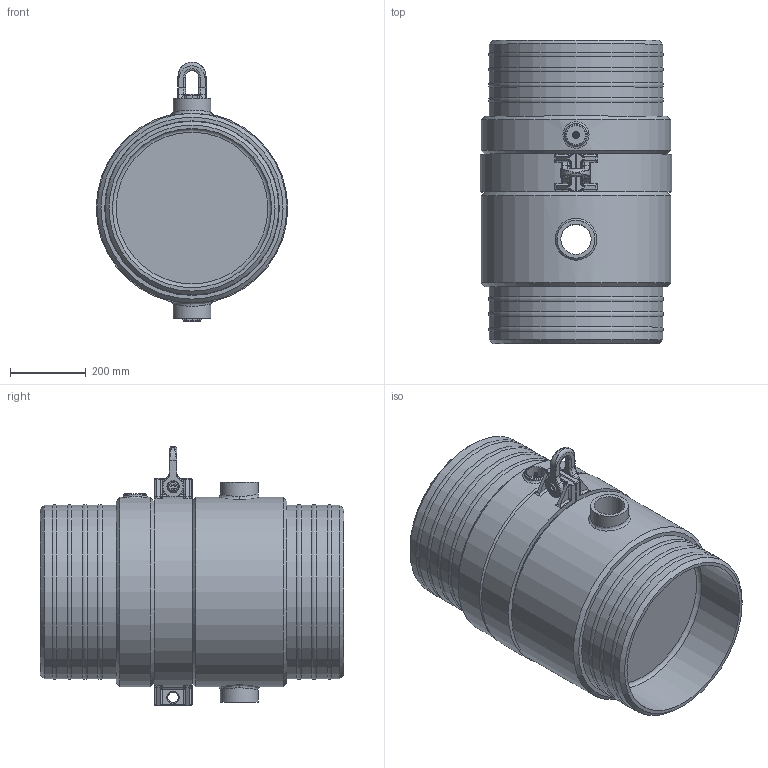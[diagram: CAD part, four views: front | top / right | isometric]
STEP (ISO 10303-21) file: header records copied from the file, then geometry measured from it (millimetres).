
FILE_DESCRIPTION(('FreeCAD Model'),'2;1');
FILE_NAME('Open CASCADE Shape Model','2025-05-05T07:14:20',('FreeCAD'),( 'FreeCAD'),'Open CASCADE STEP processor 7.6','FreeCAD','Unknown');
FILE_SCHEMA(('AUTOMOTIVE_DESIGN { 1 0 10303 214 1 1 1 1 }'));
Products named in the file (1): Open CASCADE STEP translator 7.6 1
Bounding box: 505 x 800 x 684.99 mm (x, y, z)
Volume: 68156932.2 mm3; surface area: 2911698.8 mm2
Topology: 11 solids, 11 shells, 673 faces, 1715 edges, 1080 vertices
Faces by surface type: plane 260, cylinder 202, bspline 103, torus 53, cone 47, sphere 8
Full cylindrical faces by diameter (mm): 1 x2, 2 x8, 4 x2, 5 x1, 6.5 x1, 7.9 x2, 11 x2, 11.5 x1, 12 x3, 13 x1, 14.95 x11, 16.662 x21, 20.329 x6, 21.002 x3, 23.765 x6, 24 x1, 24.349 x4, 27.5 x4, 30 x2, 50 x2, 60 x1, 80 x1, 100 x2, 420 x2, 458 x9, 480 x1, 500 x2
Entity records: 46211 total; most frequent: CARTESIAN_POINT 30909, ORIENTED_EDGE 3430, DIRECTION 2776, EDGE_CURVE 1715, VERTEX_POINT 1080, AXIS2_PLACEMENT_3D 1011, LINE 754, VECTOR 754
